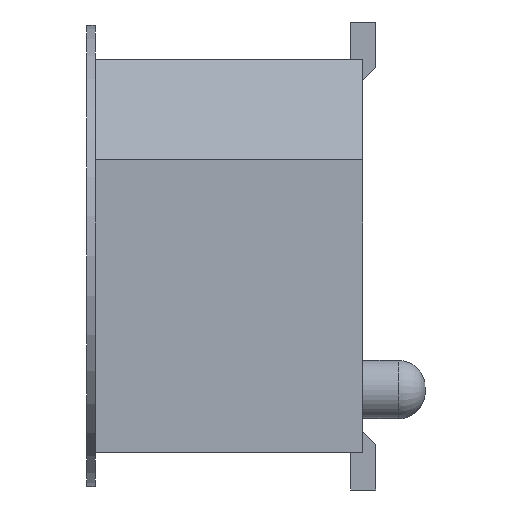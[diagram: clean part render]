
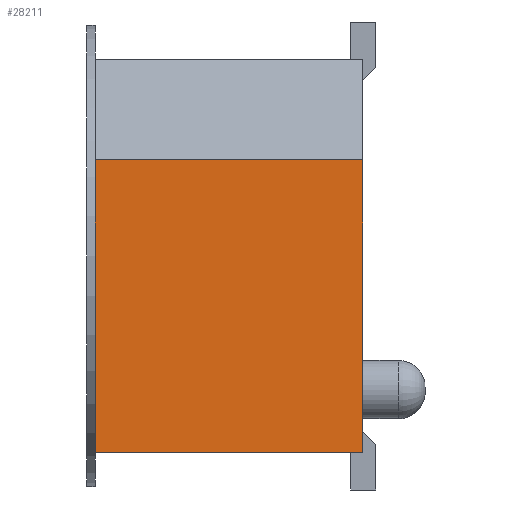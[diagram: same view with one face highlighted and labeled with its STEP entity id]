
A CAD part, left-side view. The second image highlights one B-rep face of the part: STEP entity #28211.
In plain terms, the highlighted planar face has unit normal (-1, 0, 0).
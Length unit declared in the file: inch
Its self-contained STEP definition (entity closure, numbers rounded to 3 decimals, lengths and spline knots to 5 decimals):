
#3875=LINE('',#44328,#7921);
#3881=LINE('',#44341,#7927);
#3882=LINE('',#44344,#7928);
#3883=LINE('',#44345,#7929);
#7921=VECTOR('',#36031,39.37008);
#7927=VECTOR('',#36039,39.37008);
#7928=VECTOR('',#36040,39.37008);
#7929=VECTOR('',#36041,39.37008);
#9256=PLANE('',#29643);
#16418=ORIENTED_EDGE('',*,*,#21487,.T.);
#16419=ORIENTED_EDGE('',*,*,#21488,.F.);
#16420=ORIENTED_EDGE('',*,*,#21481,.F.);
#16421=ORIENTED_EDGE('',*,*,#21489,.T.);
#21481=EDGE_CURVE('',#24256,#24257,#3875,.T.);
#21487=EDGE_CURVE('',#24262,#24263,#3881,.T.);
#21488=EDGE_CURVE('',#24257,#24263,#3882,.T.);
#21489=EDGE_CURVE('',#24256,#24262,#3883,.T.);
#24256=VERTEX_POINT('',#44329);
#24257=VERTEX_POINT('',#44330);
#24262=VERTEX_POINT('',#44342);
#24263=VERTEX_POINT('',#44343);
#25414=EDGE_LOOP('',(#16418,#16419,#16420,#16421));
#26812=FACE_BOUND('',#25414,.T.);
#28211=ADVANCED_FACE('',(#26812),#9256,.F.);
#29643=AXIS2_PLACEMENT_3D('',#44340,#36037,#36038);
#36031=DIRECTION('',(0.,0.,1.));
#36037=DIRECTION('',(1.,0.,0.));
#36038=DIRECTION('',(0.,0.,-1.));
#36039=DIRECTION('',(0.,0.,1.));
#36040=DIRECTION('',(0.,-1.,0.));
#36041=DIRECTION('',(0.,-1.,0.));
#44328=CARTESIAN_POINT('',(-0.70875,0.168,-0.1175));
#44329=CARTESIAN_POINT('',(-0.70875,0.168,-0.1175));
#44330=CARTESIAN_POINT('',(-0.70875,0.168,0.0575));
#44340=CARTESIAN_POINT('',(-0.70875,0.168,-0.1175));
#44341=CARTESIAN_POINT('',(-0.70875,0.008,-0.1175));
#44342=CARTESIAN_POINT('',(-0.70875,0.008,-0.1175));
#44343=CARTESIAN_POINT('',(-0.70875,0.008,0.0575));
#44344=CARTESIAN_POINT('',(-0.70875,0.168,0.0575));
#44345=CARTESIAN_POINT('',(-0.70875,0.168,-0.1175));
